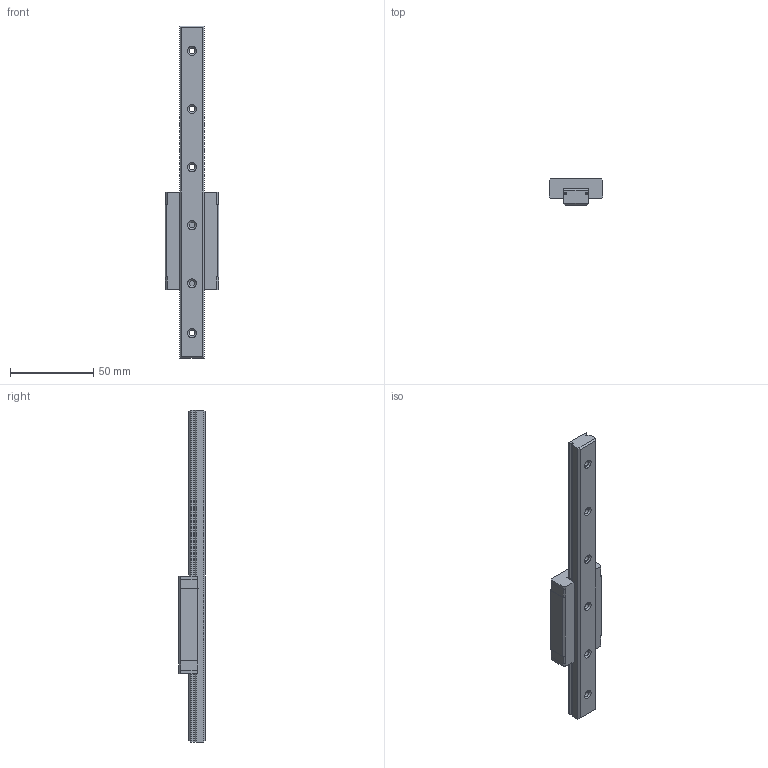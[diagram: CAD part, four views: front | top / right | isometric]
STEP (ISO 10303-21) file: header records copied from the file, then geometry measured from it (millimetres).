
FILE_DESCRIPTION (( 'STEP AP214' ), '1' );
FILE_NAME ('Guide Rail.STEP', '2025-10-21T08:24:28', ( '' ), ( '' ), 'SwSTEP 2.0', 'SolidWorks 2022', '' );
FILE_SCHEMA (( 'AUTOMOTIVE_DESIGN' ));
Length unit declared in the file: millimetre
Products named in the file (1): Guide Rail
Bounding box: 32.5 x 16.25 x 200 mm (x, y, z)
Volume: 44625.9 mm3; surface area: 18300.9 mm2
Topology: 2 solids, 2 shells, 159 faces, 379 edges, 226 vertices
Faces by surface type: plane 84, cone 40, cylinder 35
Entity records: 4973 total; most frequent: DIRECTION 793, CARTESIAN_POINT 757, ORIENTED_EDGE 742, EDGE_CURVE 371, LINE 269, VECTOR 269, AXIS2_PLACEMENT_3D 262, VERTEX_POINT 226
